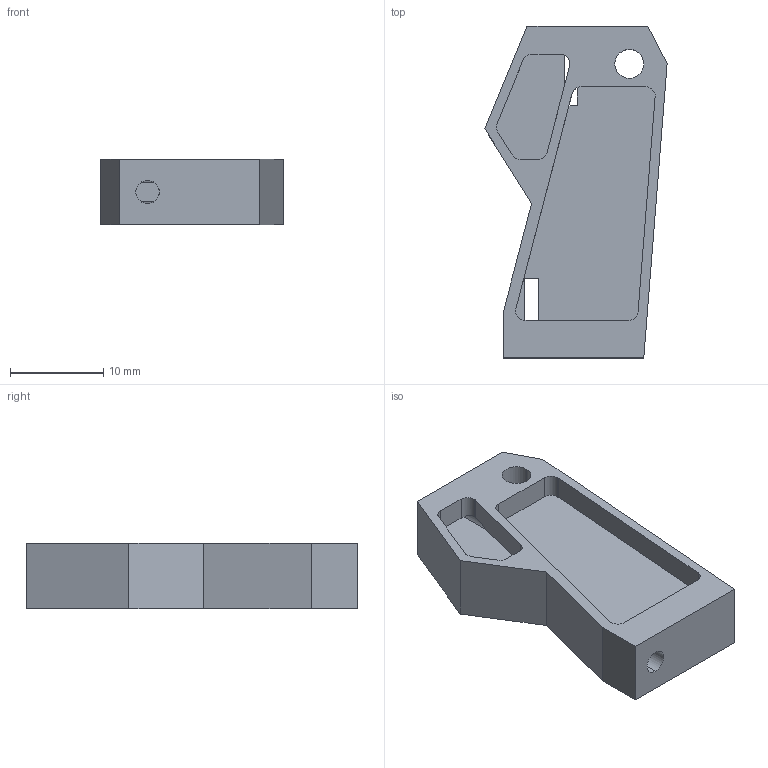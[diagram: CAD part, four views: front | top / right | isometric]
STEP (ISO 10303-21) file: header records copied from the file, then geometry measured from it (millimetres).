
FILE_DESCRIPTION (( 'STEP AP203' ), '1' );
FILE_NAME ('Tarot Hub Arm Mount_Default_sldprt.STEP', '2017-11-29T20:50:36', ( '' ), ( '' ), 'SwSTEP 2.0', 'SolidWorks 2017', '' );
FILE_SCHEMA (( 'CONFIG_CONTROL_DESIGN' ));
Length unit declared in the file: millimetre
Products named in the file (1): Tarot Hub Arm Mount_Default_sldprt
Bounding box: 19.5 x 35.5 x 7 mm (x, y, z)
Volume: 2069.9 mm3; surface area: 2478.3 mm2
Topology: 1 solids, 1 shells, 62 faces, 192 edges, 128 vertices
Faces by surface type: plane 34, cylinder 28
Entity records: 2289 total; most frequent: CARTESIAN_POINT 444, ORIENTED_EDGE 384, DIRECTION 364, EDGE_CURVE 192, VERTEX_POINT 128, AXIS2_PLACEMENT_3D 122, VECTOR 120, LINE 120
